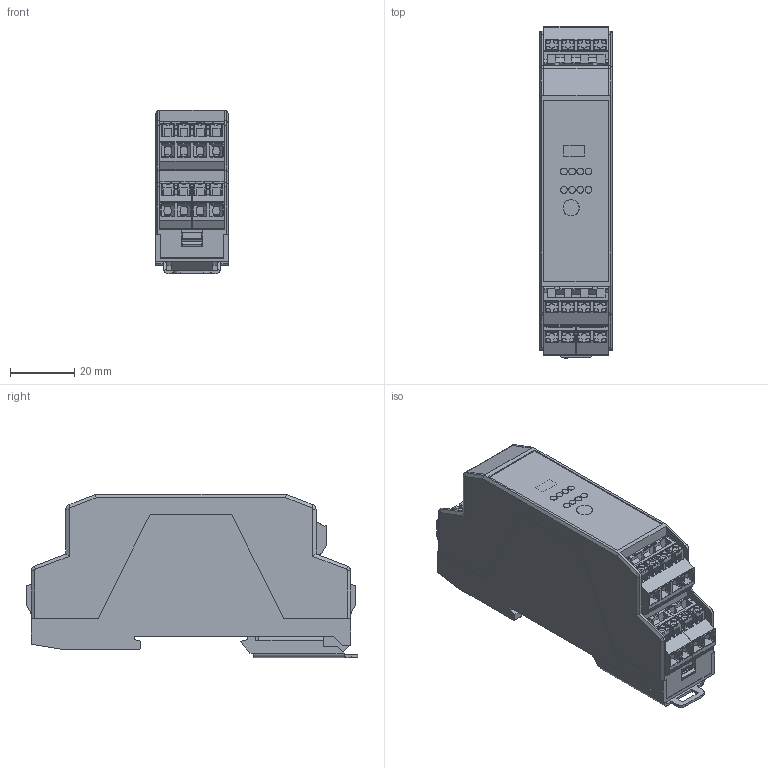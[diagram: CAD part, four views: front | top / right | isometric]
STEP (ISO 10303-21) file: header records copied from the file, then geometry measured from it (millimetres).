
FILE_DESCRIPTION(/* description */ ('Alibre Inc.'),/* implementation_level */ '2;1');
FILE_NAME(/* name */ 'export-753ADD1C-6EDC-4AEC-97AF-19DCA659FAC5',/* time_stamp */ '2020-09-02T08:44:31+02:00',/* author */ (''),/* organization */ (''),/* preprocessor_version */ 'ST-DEVELOPER v17',/* originating_system */ 'Alibre',/* authorisation */ '');
FILE_SCHEMA (('AUTOMOTIVE_DESIGN'));
Length unit declared in the file: millimetre
Products named in the file (12): ID_1
Bounding box: 22.6 x 102.95 x 50.6 mm (x, y, z)
Volume: 40847.5 mm3; surface area: 50500.7 mm2
Topology: 20 solids, 20 shells, 5612 faces, 15301 edges, 9927 vertices
Faces by surface type: plane 4426, cylinder 1034, cone 56, sphere 48, torus 48
Full cylindrical faces by diameter (mm): 2.08 x8, 2.1 x8, 2.12 x8, 4.98 x1, 5 x1, 5.02 x1
Entity records: 125644 total; most frequent: CARTESIAN_POINT 23334, ORIENTED_EDGE 22380, DIRECTION 17279, EDGE_CURVE 11187, VECTOR 9454, LINE 9454, VERTEX_POINT 7307, AXIS2_PLACEMENT_3D 5533
